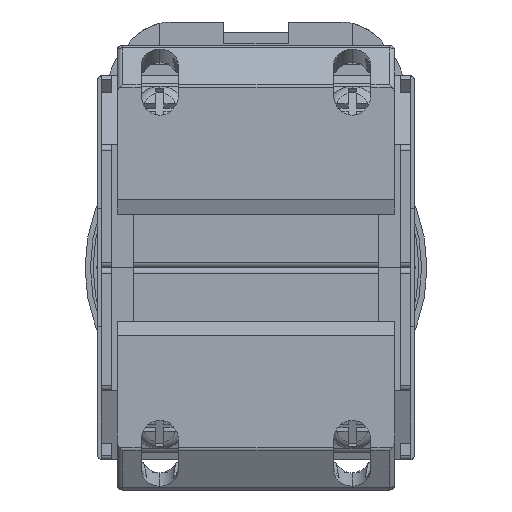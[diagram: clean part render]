
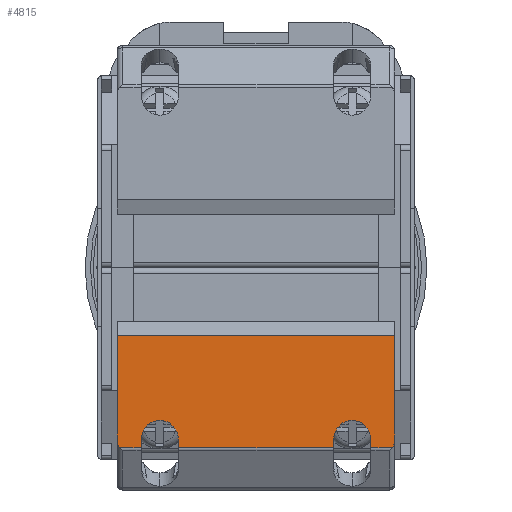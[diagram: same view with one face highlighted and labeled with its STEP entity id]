
A CAD part, front view. The second image highlights one B-rep face of the part: STEP entity #4815.
In plain terms, the highlighted planar face has unit normal (0, -1, 0).
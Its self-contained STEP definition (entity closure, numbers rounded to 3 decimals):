
#4 = CARTESIAN_POINT ( 'NONE',  ( -7.25, -61.5, -6.374 ) ) ;
#531 = ORIENTED_EDGE ( 'NONE', *, *, #6311, .T. ) ;
#543 = EDGE_CURVE ( 'NONE', #16124, #1273, #10869, .T. ) ;
#915 = CARTESIAN_POINT ( 'NONE',  ( -13., -61.5, -16.039 ) ) ;
#1075 = EDGE_CURVE ( 'NONE', #16145, #9157, #1673, .T. ) ;
#1273 = VERTEX_POINT ( 'NONE', #1774 ) ;
#1637 = VERTEX_POINT ( 'NONE', #18517 ) ;
#1673 = LINE ( 'NONE', #7303, #7515 ) ;
#1748 = LINE ( 'NONE', #11027, #9401 ) ;
#1774 = CARTESIAN_POINT ( 'NONE',  ( -12.76, -61.5, -16.86 ) ) ;
#1906 = CARTESIAN_POINT ( 'NONE',  ( -13., -61.5, -6.374 ) ) ;
#1975 = CARTESIAN_POINT ( 'NONE',  ( -13., -61.5, -6.374 ) ) ;
#2028 = CARTESIAN_POINT ( 'NONE',  ( -10.75, -61.5, -16.86 ) ) ;
#2151 = CARTESIAN_POINT ( 'NONE',  ( 7.25, -61.5, -16.86 ) ) ;
#2420 = ORIENTED_EDGE ( 'NONE', *, *, #13215, .T. ) ;
#2448 = DIRECTION ( 'NONE',  ( 0., 0., 1. ) ) ;
#2478 = VERTEX_POINT ( 'NONE', #18390 ) ;
#2925 = EDGE_CURVE ( 'NONE', #1273, #18609, #17595, .T. ) ;
#3265 = CARTESIAN_POINT ( 'NONE',  ( 7.25, -61.5, -16.185 ) ) ;
#3500 = EDGE_CURVE ( 'NONE', #1637, #18310, #10555, .T. ) ;
#3534 = VERTEX_POINT ( 'NONE', #12457 ) ;
#3938 = VERTEX_POINT ( 'NONE', #1975 ) ;
#4347 = EDGE_CURVE ( 'NONE', #18609, #3938, #11016, .T. ) ;
#4415 = DIRECTION ( 'NONE',  ( 0., 0., -1. ) ) ;
#4815 = ADVANCED_FACE ( 'NONE', ( #8759 ), #8869, .F. ) ;
#4846 = EDGE_CURVE ( 'NONE', #12548, #18261, #6482, .T. ) ;
#4926 = EDGE_CURVE ( 'NONE', #1637, #3534, #9804, .T. ) ;
#5195 = DIRECTION ( 'NONE',  ( 0., 0., 1. ) ) ;
#5314 = CARTESIAN_POINT ( 'NONE',  ( 10.75, -61.5, -16.185 ) ) ;
#5415 = CARTESIAN_POINT ( 'NONE',  ( 13., -61.5, -16.86 ) ) ;
#5604 = CARTESIAN_POINT ( 'NONE',  ( 7.25, -61.5, -16.185 ) ) ;
#5802 = EDGE_CURVE ( 'NONE', #18310, #3938, #17707, .T. ) ;
#5950 = DIRECTION ( 'NONE',  ( -1., 0., 0. ) ) ;
#6056 = CARTESIAN_POINT ( 'NONE',  ( 13., -61.5, -6.374 ) ) ;
#6311 = EDGE_CURVE ( 'NONE', #16145, #12548, #1748, .T. ) ;
#6482 =( BOUNDED_CURVE ( )  B_SPLINE_CURVE ( 3, ( #3265, #17556, #7488, #13301 ),
 .UNSPECIFIED., .F., .F. ) 
 B_SPLINE_CURVE_WITH_KNOTS ( ( 4, 4 ),
 ( 4.712, 7.854 ),
 .UNSPECIFIED. ) 
 CURVE ( )  GEOMETRIC_REPRESENTATION_ITEM ( )  RATIONAL_B_SPLINE_CURVE ( ( 1., 0.333, 0.333, 1. ) ) 
 REPRESENTATION_ITEM ( '' )  );
#6617 = CARTESIAN_POINT ( 'NONE',  ( 13., -61.5, -16.039 ) ) ;
#6722 = ORIENTED_EDGE ( 'NONE', *, *, #2925, .F. ) ;
#6761 = VECTOR ( 'NONE', #5195, 1000. ) ;
#6837 = AXIS2_PLACEMENT_3D ( 'NONE', #6056, #17500, #8934 ) ;
#7022 = DIRECTION ( 'NONE',  ( 0., 0., 1. ) ) ;
#7272 = VECTOR ( 'NONE', #8313, 1000. ) ;
#7303 = CARTESIAN_POINT ( 'NONE',  ( 13., -61.5, -16.86 ) ) ;
#7321 = EDGE_CURVE ( 'NONE', #3534, #2478, #14892, .T. ) ;
#7488 = CARTESIAN_POINT ( 'NONE',  ( 10.75, -61.5, -12.377 ) ) ;
#7502 = CARTESIAN_POINT ( 'NONE',  ( -13., -61.5, -16.039 ) ) ;
#7515 = VECTOR ( 'NONE', #12994, 1000. ) ;
#7891 = CARTESIAN_POINT ( 'NONE',  ( -7.25, -61.5, -16.86 ) ) ;
#7953 =( BOUNDED_CURVE ( )  B_SPLINE_CURVE ( 3, ( #16694, #8068, #15127, #8131 ),
 .UNSPECIFIED., .F., .F. ) 
 B_SPLINE_CURVE_WITH_KNOTS ( ( 4, 4 ),
 ( 4.712, 7.854 ),
 .UNSPECIFIED. ) 
 CURVE ( )  GEOMETRIC_REPRESENTATION_ITEM ( )  RATIONAL_B_SPLINE_CURVE ( ( 1., 0.333, 0.333, 1. ) ) 
 REPRESENTATION_ITEM ( '' )  );
#8058 = CARTESIAN_POINT ( 'NONE',  ( -12.76, -61.5, -16.86 ) ) ;
#8068 = CARTESIAN_POINT ( 'NONE',  ( -10.75, -61.5, -12.377 ) ) ;
#8131 = CARTESIAN_POINT ( 'NONE',  ( -7.25, -61.5, -16.185 ) ) ;
#8313 = DIRECTION ( 'NONE',  ( -1., 0., 0. ) ) ;
#8455 = ORIENTED_EDGE ( 'NONE', *, *, #4926, .F. ) ;
#8746 = VECTOR ( 'NONE', #4415, 1000. ) ;
#8759 = FACE_OUTER_BOUND ( 'NONE', #13059, .T. ) ;
#8869 = PLANE ( 'NONE',  #6837 ) ;
#8934 = DIRECTION ( 'NONE',  ( 0., 0., -1. ) ) ;
#9067 = ORIENTED_EDGE ( 'NONE', *, *, #5802, .T. ) ;
#9120 = CARTESIAN_POINT ( 'NONE',  ( -10.75, -61.5, -16.185 ) ) ;
#9157 = VERTEX_POINT ( 'NONE', #7891 ) ;
#9244 = ORIENTED_EDGE ( 'NONE', *, *, #16781, .T. ) ;
#9401 = VECTOR ( 'NONE', #2448, 1000. ) ;
#9473 = CARTESIAN_POINT ( 'NONE',  ( 13., -61.5, -6.374 ) ) ;
#9495 = CARTESIAN_POINT ( 'NONE',  ( -13., -61.5, -16.382 ) ) ;
#9500 = CARTESIAN_POINT ( 'NONE',  ( 12.76, -61.5, -16.86 ) ) ;
#9649 = LINE ( 'NONE', #17270, #8746 ) ;
#9683 = CARTESIAN_POINT ( 'NONE',  ( 13., -61.5, -6.374 ) ) ;
#9711 = EDGE_CURVE ( 'NONE', #18261, #2478, #9649, .T. ) ;
#9722 = ORIENTED_EDGE ( 'NONE', *, *, #1075, .F. ) ;
#9804 =( BOUNDED_CURVE ( )  B_SPLINE_CURVE ( 3, ( #6617, #15194, #18062, #9500 ),
 .UNSPECIFIED., .F., .F. ) 
 B_SPLINE_CURVE_WITH_KNOTS ( ( 4, 4 ),
 ( 4.712, 5.736 ),
 .UNSPECIFIED. ) 
 CURVE ( )  GEOMETRIC_REPRESENTATION_ITEM ( )  RATIONAL_B_SPLINE_CURVE ( ( 1., 0.915, 0.915, 1. ) ) 
 REPRESENTATION_ITEM ( '' )  );
#9981 = LINE ( 'NONE', #4, #10426 ) ;
#10426 = VECTOR ( 'NONE', #11474, 1000. ) ;
#10555 = LINE ( 'NONE', #9473, #6761 ) ;
#10571 = DIRECTION ( 'NONE',  ( 0., 0., 1. ) ) ;
#10869 = LINE ( 'NONE', #17398, #14228 ) ;
#10914 = ORIENTED_EDGE ( 'NONE', *, *, #4846, .T. ) ;
#10989 = VECTOR ( 'NONE', #15448, 1000. ) ;
#11016 = LINE ( 'NONE', #1906, #18187 ) ;
#11027 = CARTESIAN_POINT ( 'NONE',  ( 7.25, -61.5, -6.374 ) ) ;
#11216 = CARTESIAN_POINT ( 'NONE',  ( -7.25, -61.5, -16.185 ) ) ;
#11332 = CARTESIAN_POINT ( 'NONE',  ( -10.75, -61.5, -6.374 ) ) ;
#11474 = DIRECTION ( 'NONE',  ( 0., 0., -1. ) ) ;
#12457 = CARTESIAN_POINT ( 'NONE',  ( 12.76, -61.5, -16.86 ) ) ;
#12548 = VERTEX_POINT ( 'NONE', #5604 ) ;
#12994 = DIRECTION ( 'NONE',  ( -1., 0., 0. ) ) ;
#13059 = EDGE_LOOP ( 'NONE', ( #531, #10914, #16903, #14527, #8455, #18059, #9067, #17012, #6722, #13396, #9244, #18401, #2420, #9722 ) ) ;
#13215 = EDGE_CURVE ( 'NONE', #18342, #9157, #9981, .T. ) ;
#13301 = CARTESIAN_POINT ( 'NONE',  ( 10.75, -61.5, -16.185 ) ) ;
#13396 = ORIENTED_EDGE ( 'NONE', *, *, #543, .F. ) ;
#14228 = VECTOR ( 'NONE', #5950, 1000. ) ;
#14527 = ORIENTED_EDGE ( 'NONE', *, *, #7321, .F. ) ;
#14626 = EDGE_CURVE ( 'NONE', #17597, #18342, #7953, .T. ) ;
#14892 = LINE ( 'NONE', #5415, #7272 ) ;
#15127 = CARTESIAN_POINT ( 'NONE',  ( -7.25, -61.5, -12.377 ) ) ;
#15194 = CARTESIAN_POINT ( 'NONE',  ( 13., -61.5, -16.382 ) ) ;
#15448 = DIRECTION ( 'NONE',  ( -1., 0., 0. ) ) ;
#16124 = VERTEX_POINT ( 'NONE', #2028 ) ;
#16145 = VERTEX_POINT ( 'NONE', #2151 ) ;
#16694 = CARTESIAN_POINT ( 'NONE',  ( -10.75, -61.5, -16.185 ) ) ;
#16781 = EDGE_CURVE ( 'NONE', #16124, #17597, #17925, .T. ) ;
#16903 = ORIENTED_EDGE ( 'NONE', *, *, #9711, .T. ) ;
#17012 = ORIENTED_EDGE ( 'NONE', *, *, #4347, .F. ) ;
#17270 = CARTESIAN_POINT ( 'NONE',  ( 10.75, -61.5, -6.374 ) ) ;
#17398 = CARTESIAN_POINT ( 'NONE',  ( 13., -61.5, -16.86 ) ) ;
#17465 = VECTOR ( 'NONE', #7022, 1000. ) ;
#17500 = DIRECTION ( 'NONE',  ( 0., 1., 0. ) ) ;
#17556 = CARTESIAN_POINT ( 'NONE',  ( 7.25, -61.5, -12.377 ) ) ;
#17595 =( BOUNDED_CURVE ( )  B_SPLINE_CURVE ( 3, ( #8058, #18057, #9495, #915 ),
 .UNSPECIFIED., .F., .F. ) 
 B_SPLINE_CURVE_WITH_KNOTS ( ( 4, 4 ),
 ( 3.689, 4.712 ),
 .UNSPECIFIED. ) 
 CURVE ( )  GEOMETRIC_REPRESENTATION_ITEM ( )  RATIONAL_B_SPLINE_CURVE ( ( 1., 0.915, 0.915, 1. ) ) 
 REPRESENTATION_ITEM ( '' )  );
#17597 = VERTEX_POINT ( 'NONE', #9120 ) ;
#17707 = LINE ( 'NONE', #9683, #10989 ) ;
#17925 = LINE ( 'NONE', #11332, #17465 ) ;
#18057 = CARTESIAN_POINT ( 'NONE',  ( -12.913, -61.5, -16.681 ) ) ;
#18059 = ORIENTED_EDGE ( 'NONE', *, *, #3500, .T. ) ;
#18062 = CARTESIAN_POINT ( 'NONE',  ( 12.913, -61.5, -16.681 ) ) ;
#18187 = VECTOR ( 'NONE', #10571, 1000. ) ;
#18261 = VERTEX_POINT ( 'NONE', #5314 ) ;
#18310 = VERTEX_POINT ( 'NONE', #18343 ) ;
#18342 = VERTEX_POINT ( 'NONE', #11216 ) ;
#18343 = CARTESIAN_POINT ( 'NONE',  ( 13., -61.5, -6.374 ) ) ;
#18390 = CARTESIAN_POINT ( 'NONE',  ( 10.75, -61.5, -16.86 ) ) ;
#18401 = ORIENTED_EDGE ( 'NONE', *, *, #14626, .T. ) ;
#18517 = CARTESIAN_POINT ( 'NONE',  ( 13., -61.5, -16.039 ) ) ;
#18609 = VERTEX_POINT ( 'NONE', #7502 ) ;
